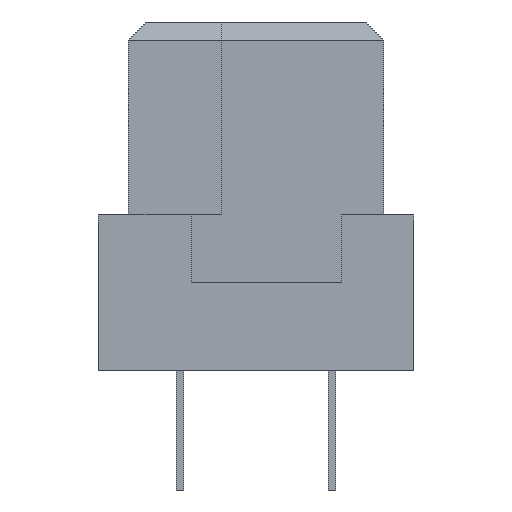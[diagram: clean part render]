
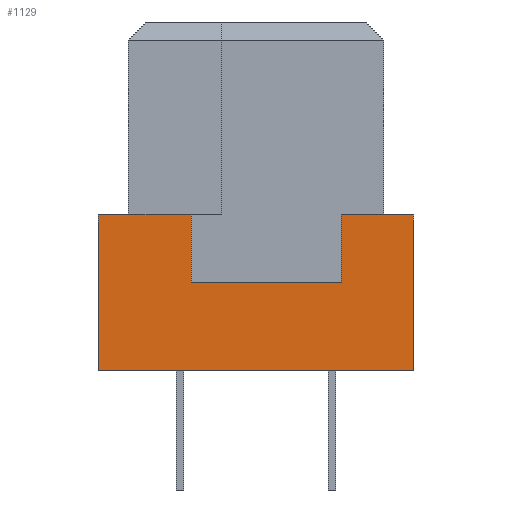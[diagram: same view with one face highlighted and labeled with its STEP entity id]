
A CAD part, left-side view. The second image highlights one B-rep face of the part: STEP entity #1129.
In plain terms, the highlighted planar face has unit normal (-1, 0, 0).
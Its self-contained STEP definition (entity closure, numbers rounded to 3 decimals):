
#32 = PLANE('',#33);
#33 = AXIS2_PLACEMENT_3D('',#34,#35,#36);
#34 = CARTESIAN_POINT('',(39.37,2.54,5.2));
#35 = DIRECTION('',(0.,0.,1.));
#36 = DIRECTION('',(-1.,0.,0.));
#141 = VERTEX_POINT('',#142);
#142 = CARTESIAN_POINT('',(-8.13,4.69,5.2));
#156 = PLANE('',#157);
#157 = AXIS2_PLACEMENT_3D('',#158,#159,#160);
#158 = CARTESIAN_POINT('',(-6.496,4.69,2.9));
#159 = DIRECTION('',(0.,1.,0.));
#160 = DIRECTION('',(-1.,0.,0.));
#168 = EDGE_CURVE('',#169,#141,#171,.T.);
#169 = VERTEX_POINT('',#170);
#170 = CARTESIAN_POINT('',(-8.13,7.79,5.2));
#171 = SURFACE_CURVE('',#172,(#176,#183),.PCURVE_S1.);
#172 = LINE('',#173,#174);
#173 = CARTESIAN_POINT('',(-8.13,7.79,5.2));
#174 = VECTOR('',#175,1.);
#175 = DIRECTION('',(0.,-1.,0.));
#176 = PCURVE('',#32,#177);
#177 = DEFINITIONAL_REPRESENTATION('',(#178),#182);
#178 = LINE('',#179,#180);
#179 = CARTESIAN_POINT('',(47.5,-5.25));
#180 = VECTOR('',#181,1.);
#181 = DIRECTION('',(0.,1.));
#182 = ( GEOMETRIC_REPRESENTATION_CONTEXT(2) 
PARAMETRIC_REPRESENTATION_CONTEXT() REPRESENTATION_CONTEXT('2D SPACE',''
  ) );
#183 = PCURVE('',#184,#189);
#184 = PLANE('',#185);
#185 = AXIS2_PLACEMENT_3D('',#186,#187,#188);
#186 = CARTESIAN_POINT('',(-8.13,7.79,4.5));
#187 = DIRECTION('',(-1.,0.,0.));
#188 = DIRECTION('',(0.,-1.,0.));
#189 = DEFINITIONAL_REPRESENTATION('',(#190),#194);
#190 = LINE('',#191,#192);
#191 = CARTESIAN_POINT('',(0.,0.7));
#192 = VECTOR('',#193,1.);
#193 = DIRECTION('',(1.,0.));
#194 = ( GEOMETRIC_REPRESENTATION_CONTEXT(2) 
PARAMETRIC_REPRESENTATION_CONTEXT() REPRESENTATION_CONTEXT('2D SPACE',''
  ) );
#212 = PLANE('',#213);
#213 = AXIS2_PLACEMENT_3D('',#214,#215,#216);
#214 = CARTESIAN_POINT('',(86.87,7.79,4.5));
#215 = DIRECTION('',(0.,1.,0.));
#216 = DIRECTION('',(-1.,0.,0.));
#551 = PLANE('',#552);
#552 = AXIS2_PLACEMENT_3D('',#553,#554,#555);
#553 = CARTESIAN_POINT('',(39.37,2.54,5.2));
#554 = DIRECTION('',(0.,0.,1.));
#555 = DIRECTION('',(-1.,0.,0.));
#607 = PLANE('',#608);
#608 = AXIS2_PLACEMENT_3D('',#609,#610,#611);
#609 = CARTESIAN_POINT('',(39.37,2.54,2.9));
#610 = DIRECTION('',(0.,0.,1.));
#611 = DIRECTION('',(-1.,0.,0.));
#722 = VERTEX_POINT('',#723);
#723 = CARTESIAN_POINT('',(-8.13,-0.31,5.2));
#739 = PLANE('',#740);
#740 = AXIS2_PLACEMENT_3D('',#741,#742,#743);
#741 = CARTESIAN_POINT('',(-8.13,-0.31,2.9));
#742 = DIRECTION('',(0.,-1.,0.));
#743 = DIRECTION('',(1.,0.,0.));
#1011 = VERTEX_POINT('',#1012);
#1012 = CARTESIAN_POINT('',(-8.13,-2.71,5.2));
#1026 = PLANE('',#1027);
#1027 = AXIS2_PLACEMENT_3D('',#1028,#1029,#1030);
#1028 = CARTESIAN_POINT('',(-8.13,-2.71,4.5));
#1029 = DIRECTION('',(0.,-1.,0.));
#1030 = DIRECTION('',(1.,0.,0.));
#1038 = EDGE_CURVE('',#722,#1011,#1039,.T.);
#1039 = SURFACE_CURVE('',#1040,(#1044,#1051),.PCURVE_S1.);
#1040 = LINE('',#1041,#1042);
#1041 = CARTESIAN_POINT('',(-8.13,-0.31,5.2));
#1042 = VECTOR('',#1043,1.);
#1043 = DIRECTION('',(0.,-1.,0.));
#1044 = PCURVE('',#551,#1045);
#1045 = DEFINITIONAL_REPRESENTATION('',(#1046),#1050);
#1046 = LINE('',#1047,#1048);
#1047 = CARTESIAN_POINT('',(47.5,2.85));
#1048 = VECTOR('',#1049,1.);
#1049 = DIRECTION('',(0.,1.));
#1050 = ( GEOMETRIC_REPRESENTATION_CONTEXT(2) 
PARAMETRIC_REPRESENTATION_CONTEXT() REPRESENTATION_CONTEXT('2D SPACE',''
  ) );
#1051 = PCURVE('',#184,#1052);
#1052 = DEFINITIONAL_REPRESENTATION('',(#1053),#1057);
#1053 = LINE('',#1054,#1055);
#1054 = CARTESIAN_POINT('',(8.1,0.7));
#1055 = VECTOR('',#1056,1.);
#1056 = DIRECTION('',(1.,0.));
#1057 = ( GEOMETRIC_REPRESENTATION_CONTEXT(2) 
PARAMETRIC_REPRESENTATION_CONTEXT() REPRESENTATION_CONTEXT('2D SPACE',''
  ) );
#1063 = EDGE_CURVE('',#722,#1064,#1066,.T.);
#1064 = VERTEX_POINT('',#1065);
#1065 = CARTESIAN_POINT('',(-8.13,-0.31,2.9));
#1066 = SURFACE_CURVE('',#1067,(#1071,#1078),.PCURVE_S1.);
#1067 = LINE('',#1068,#1069);
#1068 = CARTESIAN_POINT('',(-8.13,-0.31,5.2));
#1069 = VECTOR('',#1070,1.);
#1070 = DIRECTION('',(0.,0.,-1.));
#1071 = PCURVE('',#739,#1072);
#1072 = DEFINITIONAL_REPRESENTATION('',(#1073),#1077);
#1073 = LINE('',#1074,#1075);
#1074 = CARTESIAN_POINT('',(0.,2.3));
#1075 = VECTOR('',#1076,1.);
#1076 = DIRECTION('',(0.,-1.));
#1077 = ( GEOMETRIC_REPRESENTATION_CONTEXT(2) 
PARAMETRIC_REPRESENTATION_CONTEXT() REPRESENTATION_CONTEXT('2D SPACE',''
  ) );
#1078 = PCURVE('',#184,#1079);
#1079 = DEFINITIONAL_REPRESENTATION('',(#1080),#1084);
#1080 = LINE('',#1081,#1082);
#1081 = CARTESIAN_POINT('',(8.1,0.7));
#1082 = VECTOR('',#1083,1.);
#1083 = DIRECTION('',(0.,-1.));
#1084 = ( GEOMETRIC_REPRESENTATION_CONTEXT(2) 
PARAMETRIC_REPRESENTATION_CONTEXT() REPRESENTATION_CONTEXT('2D SPACE',''
  ) );
#1129 = ADVANCED_FACE('',(#1130),#184,.T.);
#1130 = FACE_BOUND('',#1131,.F.);
#1131 = EDGE_LOOP('',(#1132,#1155,#1156,#1157,#1180,#1208,#1229,#1230));
#1132 = ORIENTED_EDGE('',*,*,#1133,.T.);
#1133 = EDGE_CURVE('',#1134,#1064,#1136,.T.);
#1134 = VERTEX_POINT('',#1135);
#1135 = CARTESIAN_POINT('',(-8.13,4.69,2.9));
#1136 = SURFACE_CURVE('',#1137,(#1141,#1148),.PCURVE_S1.);
#1137 = LINE('',#1138,#1139);
#1138 = CARTESIAN_POINT('',(-8.13,4.69,2.9));
#1139 = VECTOR('',#1140,1.);
#1140 = DIRECTION('',(0.,-1.,0.));
#1141 = PCURVE('',#184,#1142);
#1142 = DEFINITIONAL_REPRESENTATION('',(#1143),#1147);
#1143 = LINE('',#1144,#1145);
#1144 = CARTESIAN_POINT('',(3.1,-1.6));
#1145 = VECTOR('',#1146,1.);
#1146 = DIRECTION('',(1.,0.));
#1147 = ( GEOMETRIC_REPRESENTATION_CONTEXT(2) 
PARAMETRIC_REPRESENTATION_CONTEXT() REPRESENTATION_CONTEXT('2D SPACE',''
  ) );
#1148 = PCURVE('',#607,#1149);
#1149 = DEFINITIONAL_REPRESENTATION('',(#1150),#1154);
#1150 = LINE('',#1151,#1152);
#1151 = CARTESIAN_POINT('',(47.5,-2.15));
#1152 = VECTOR('',#1153,1.);
#1153 = DIRECTION('',(0.,1.));
#1154 = ( GEOMETRIC_REPRESENTATION_CONTEXT(2) 
PARAMETRIC_REPRESENTATION_CONTEXT() REPRESENTATION_CONTEXT('2D SPACE',''
  ) );
#1155 = ORIENTED_EDGE('',*,*,#1063,.F.);
#1156 = ORIENTED_EDGE('',*,*,#1038,.T.);
#1157 = ORIENTED_EDGE('',*,*,#1158,.F.);
#1158 = EDGE_CURVE('',#1159,#1011,#1161,.T.);
#1159 = VERTEX_POINT('',#1160);
#1160 = CARTESIAN_POINT('',(-8.13,-2.71,0.));
#1161 = SURFACE_CURVE('',#1162,(#1166,#1173),.PCURVE_S1.);
#1162 = LINE('',#1163,#1164);
#1163 = CARTESIAN_POINT('',(-8.13,-2.71,0.));
#1164 = VECTOR('',#1165,1.);
#1165 = DIRECTION('',(0.,0.,1.));
#1166 = PCURVE('',#184,#1167);
#1167 = DEFINITIONAL_REPRESENTATION('',(#1168),#1172);
#1168 = LINE('',#1169,#1170);
#1169 = CARTESIAN_POINT('',(10.5,-4.5));
#1170 = VECTOR('',#1171,1.);
#1171 = DIRECTION('',(0.,1.));
#1172 = ( GEOMETRIC_REPRESENTATION_CONTEXT(2) 
PARAMETRIC_REPRESENTATION_CONTEXT() REPRESENTATION_CONTEXT('2D SPACE',''
  ) );
#1173 = PCURVE('',#1026,#1174);
#1174 = DEFINITIONAL_REPRESENTATION('',(#1175),#1179);
#1175 = LINE('',#1176,#1177);
#1176 = CARTESIAN_POINT('',(0.,-4.5));
#1177 = VECTOR('',#1178,1.);
#1178 = DIRECTION('',(0.,1.));
#1179 = ( GEOMETRIC_REPRESENTATION_CONTEXT(2) 
PARAMETRIC_REPRESENTATION_CONTEXT() REPRESENTATION_CONTEXT('2D SPACE',''
  ) );
#1180 = ORIENTED_EDGE('',*,*,#1181,.F.);
#1181 = EDGE_CURVE('',#1182,#1159,#1184,.T.);
#1182 = VERTEX_POINT('',#1183);
#1183 = CARTESIAN_POINT('',(-8.13,7.79,0.));
#1184 = SURFACE_CURVE('',#1185,(#1189,#1196),.PCURVE_S1.);
#1185 = LINE('',#1186,#1187);
#1186 = CARTESIAN_POINT('',(-8.13,7.79,0.));
#1187 = VECTOR('',#1188,1.);
#1188 = DIRECTION('',(0.,-1.,0.));
#1189 = PCURVE('',#184,#1190);
#1190 = DEFINITIONAL_REPRESENTATION('',(#1191),#1195);
#1191 = LINE('',#1192,#1193);
#1192 = CARTESIAN_POINT('',(0.,-4.5));
#1193 = VECTOR('',#1194,1.);
#1194 = DIRECTION('',(1.,0.));
#1195 = ( GEOMETRIC_REPRESENTATION_CONTEXT(2) 
PARAMETRIC_REPRESENTATION_CONTEXT() REPRESENTATION_CONTEXT('2D SPACE',''
  ) );
#1196 = PCURVE('',#1197,#1202);
#1197 = PLANE('',#1198);
#1198 = AXIS2_PLACEMENT_3D('',#1199,#1200,#1201);
#1199 = CARTESIAN_POINT('',(39.37,2.54,0.));
#1200 = DIRECTION('',(0.,0.,1.));
#1201 = DIRECTION('',(1.,0.,0.));
#1202 = DEFINITIONAL_REPRESENTATION('',(#1203),#1207);
#1203 = LINE('',#1204,#1205);
#1204 = CARTESIAN_POINT('',(-47.5,5.25));
#1205 = VECTOR('',#1206,1.);
#1206 = DIRECTION('',(0.,-1.));
#1207 = ( GEOMETRIC_REPRESENTATION_CONTEXT(2) 
PARAMETRIC_REPRESENTATION_CONTEXT() REPRESENTATION_CONTEXT('2D SPACE',''
  ) );
#1208 = ORIENTED_EDGE('',*,*,#1209,.T.);
#1209 = EDGE_CURVE('',#1182,#169,#1210,.T.);
#1210 = SURFACE_CURVE('',#1211,(#1215,#1222),.PCURVE_S1.);
#1211 = LINE('',#1212,#1213);
#1212 = CARTESIAN_POINT('',(-8.13,7.79,0.));
#1213 = VECTOR('',#1214,1.);
#1214 = DIRECTION('',(0.,0.,1.));
#1215 = PCURVE('',#184,#1216);
#1216 = DEFINITIONAL_REPRESENTATION('',(#1217),#1221);
#1217 = LINE('',#1218,#1219);
#1218 = CARTESIAN_POINT('',(0.,-4.5));
#1219 = VECTOR('',#1220,1.);
#1220 = DIRECTION('',(0.,1.));
#1221 = ( GEOMETRIC_REPRESENTATION_CONTEXT(2) 
PARAMETRIC_REPRESENTATION_CONTEXT() REPRESENTATION_CONTEXT('2D SPACE',''
  ) );
#1222 = PCURVE('',#212,#1223);
#1223 = DEFINITIONAL_REPRESENTATION('',(#1224),#1228);
#1224 = LINE('',#1225,#1226);
#1225 = CARTESIAN_POINT('',(95.,-4.5));
#1226 = VECTOR('',#1227,1.);
#1227 = DIRECTION('',(0.,1.));
#1228 = ( GEOMETRIC_REPRESENTATION_CONTEXT(2) 
PARAMETRIC_REPRESENTATION_CONTEXT() REPRESENTATION_CONTEXT('2D SPACE',''
  ) );
#1229 = ORIENTED_EDGE('',*,*,#168,.T.);
#1230 = ORIENTED_EDGE('',*,*,#1231,.T.);
#1231 = EDGE_CURVE('',#141,#1134,#1232,.T.);
#1232 = SURFACE_CURVE('',#1233,(#1237,#1244),.PCURVE_S1.);
#1233 = LINE('',#1234,#1235);
#1234 = CARTESIAN_POINT('',(-8.13,4.69,5.2));
#1235 = VECTOR('',#1236,1.);
#1236 = DIRECTION('',(0.,0.,-1.));
#1237 = PCURVE('',#184,#1238);
#1238 = DEFINITIONAL_REPRESENTATION('',(#1239),#1243);
#1239 = LINE('',#1240,#1241);
#1240 = CARTESIAN_POINT('',(3.1,0.7));
#1241 = VECTOR('',#1242,1.);
#1242 = DIRECTION('',(0.,-1.));
#1243 = ( GEOMETRIC_REPRESENTATION_CONTEXT(2) 
PARAMETRIC_REPRESENTATION_CONTEXT() REPRESENTATION_CONTEXT('2D SPACE',''
  ) );
#1244 = PCURVE('',#156,#1245);
#1245 = DEFINITIONAL_REPRESENTATION('',(#1246),#1250);
#1246 = LINE('',#1247,#1248);
#1247 = CARTESIAN_POINT('',(1.634,2.3));
#1248 = VECTOR('',#1249,1.);
#1249 = DIRECTION('',(0.,-1.));
#1250 = ( GEOMETRIC_REPRESENTATION_CONTEXT(2) 
PARAMETRIC_REPRESENTATION_CONTEXT() REPRESENTATION_CONTEXT('2D SPACE',''
  ) );
